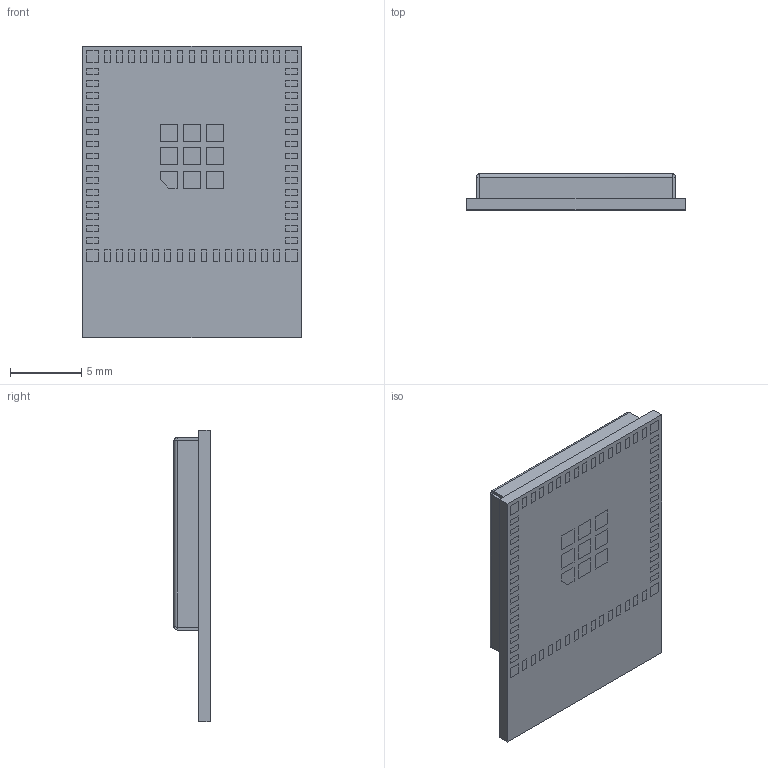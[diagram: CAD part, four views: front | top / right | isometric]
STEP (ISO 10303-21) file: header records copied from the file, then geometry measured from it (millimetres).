
FILE_DESCRIPTION (( 'STEP AP214' ), '1' );
FILE_NAME ('ESP32-S3-MINI-1-N4R2.STEP', '2025-03-04T09:49:52', ( 'LENOVO' ), ( '' ), 'SwSTEP 2.0', 'SolidWorks 2021', '' );
FILE_SCHEMA (( 'AUTOMOTIVE_DESIGN' ));
Length unit declared in the file: millimetre
Products named in the file (1): ESP32-S3-MINI-1-N4R2
Bounding box: 15.4 x 2.55 x 20.5 mm (x, y, z)
Volume: 306.4 mm3; surface area: 1490.6 mm2
Topology: 83 solids, 83 shells, 943 faces, 2074 edges, 1372 vertices
Faces by surface type: plane 913, cylinder 22, bspline 8
Entity records: 26367 total; most frequent: CARTESIAN_POINT 4710, ORIENTED_EDGE 4148, DIRECTION 3958, EDGE_CURVE 2074, LINE 2030, VECTOR 2030, VERTEX_POINT 1372, EDGE_LOOP 1018
